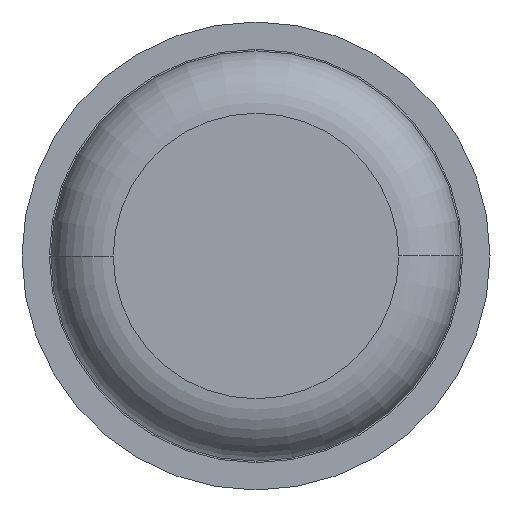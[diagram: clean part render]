
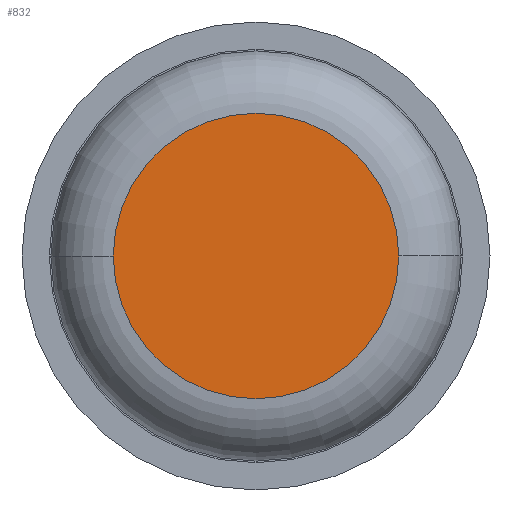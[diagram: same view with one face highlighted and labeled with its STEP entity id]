
A CAD part, front view. The second image highlights one B-rep face of the part: STEP entity #832.
In plain terms, the highlighted planar face has unit normal (0, -1, 0).
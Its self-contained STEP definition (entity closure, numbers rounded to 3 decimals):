
#77 = ORIENTED_EDGE ( 'NONE', *, *, #3166, .T. ) ;
#329 = CARTESIAN_POINT ( 'NONE',  ( 0.915, 0., 0. ) ) ;
#366 = ORIENTED_EDGE ( 'NONE', *, *, #4007, .T. ) ;
#371 = FACE_OUTER_BOUND ( 'NONE', #855, .T. ) ;
#503 = DIRECTION ( 'NONE',  ( -1., 0., 0. ) ) ;
#706 = PLANE ( 'NONE',  #1276 ) ;
#739 = CARTESIAN_POINT ( 'NONE',  ( -0.915, 0., 0. ) ) ;
#832 = ADVANCED_FACE ( 'Defeature ausgef�hrt1_6', ( #371 ), #706, .F. ) ;
#855 = EDGE_LOOP ( 'NONE', ( #77, #366 ) ) ;
#1224 = CIRCLE ( 'NONE', #1844, 0.915 ) ;
#1276 = AXIS2_PLACEMENT_3D ( 'NONE', #3493, #3799, #1952 ) ;
#1844 = AXIS2_PLACEMENT_3D ( 'NONE', #2856, #3220, #2101 ) ;
#1911 = VERTEX_POINT ( 'NONE', #329 ) ;
#1952 = DIRECTION ( 'NONE',  ( -1., 0., 0. ) ) ;
#2101 = DIRECTION ( 'NONE',  ( -1., 0., 0. ) ) ;
#2271 = VERTEX_POINT ( 'NONE', #739 ) ;
#2287 = AXIS2_PLACEMENT_3D ( 'NONE', #2361, #2342, #503 ) ;
#2342 = DIRECTION ( 'NONE',  ( 0., -1., 0. ) ) ;
#2361 = CARTESIAN_POINT ( 'NONE',  ( 0., 0., 0. ) ) ;
#2856 = CARTESIAN_POINT ( 'NONE',  ( 0., 0., 0. ) ) ;
#3166 = EDGE_CURVE ( 'Defeature ausgef�hrt1_6+Defeature ausgef�hrt1_7+Defeature ausgef�hrt1_7+Defeature ausgef�hrt1_7', #2271, #1911, #3916, .T. ) ;
#3220 = DIRECTION ( 'NONE',  ( 0., -1., 0. ) ) ;
#3493 = CARTESIAN_POINT ( 'NONE',  ( 0., 0., 0. ) ) ;
#3799 = DIRECTION ( 'NONE',  ( 0., 1., 0. ) ) ;
#3916 = CIRCLE ( 'NONE', #2287, 0.915 ) ;
#4007 = EDGE_CURVE ( 'Defeature ausgef�hrt1_6+Defeature ausgef�hrt1_7+Defeature ausgef�hrt1_7+Defeature ausgef�hrt1_7', #1911, #2271, #1224, .T. ) ;
